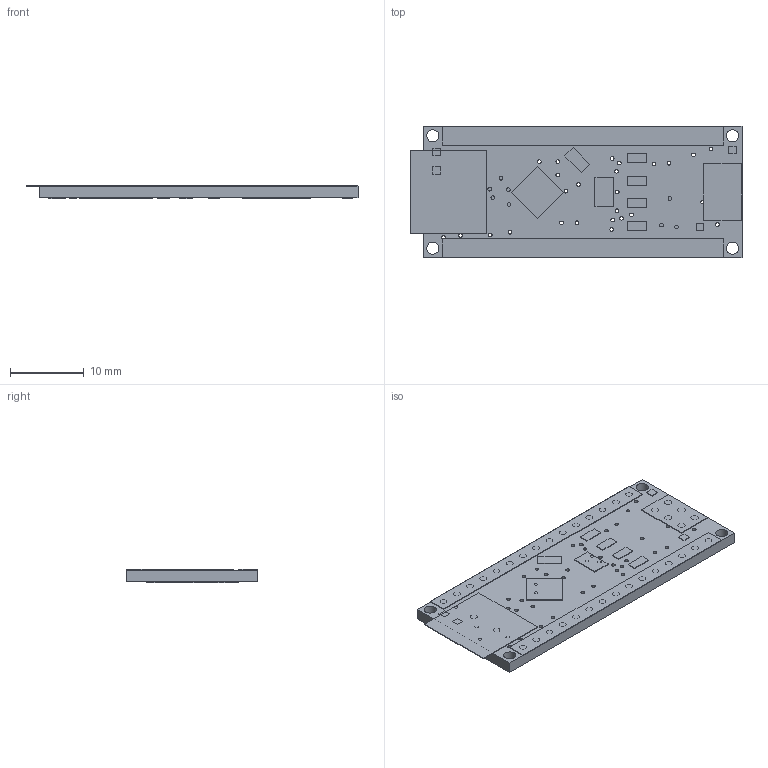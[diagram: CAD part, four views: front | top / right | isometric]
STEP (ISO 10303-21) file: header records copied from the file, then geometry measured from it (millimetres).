
FILE_DESCRIPTION(/* description */ (''),/* implementation_level */ '2;1');
FILE_NAME(/* name */ 'NanoV3.3.step',/* time_stamp */ '2021-06-23T09:33:19+02:00',/* author */ (''),/* organization */ (''),/* preprocessor_version */ 'ST-DEVELOPER v18.1',/* originating_system */ 'Autodesk Translation Framework v10.9.0.1377',/* authorisation */ '');
FILE_SCHEMA (('AUTOMOTIVE_DESIGN { 1 0 10303 214 3 1 1 }'));
Length unit declared in the file: millimetre
Products named in the file (19): NanoV3.3; PCB Component; Board; 1uF; RESET; 1K; USB-MINI-B_2; 16MHz; XXXX_STRIPNANO; 2X03; DNP; Yellow; FT232RL; MFFSMF050; 4,7uF_16V; LM1117IMPX-5.0; 328P-MUR; SS1P3L; DNP_1
Assembly tree (34 placements, depth 3):
  NanoV3.3
    PCB Component
      Board
      1uF  x7
      RESET
      1K  x2
      USB-MINI-B_2
      16MHz
      XXXX_STRIPNANO  x2
      2X03
      DNP  x4
      Yellow  x4
      FT232RL
      MFFSMF050
      4,7uF_16V  x2
      LM1117IMPX-5.0
      328P-MUR
      SS1P3L
      DNP_1  x2
Bounding box: 45.01 x 17.78 x 1.77 mm (x, y, z)
Volume: 1194.2 mm3; surface area: 3128.4 mm2
Topology: 33 solids, 33 shells, 283 faces, 651 edges, 434 vertices
Faces by surface type: plane 198, cylinder 85
Full cylindrical faces by diameter (mm): 0.5 x43, 0.914 x30, 0.95 x2, 1.016 x6, 1.651 x4
Entity records: 6746 total; most frequent: DIRECTION 1109, CARTESIAN_POINT 1005, ORIENTED_EDGE 918, EDGE_CURVE 459, AXIS2_PLACEMENT_3D 410, EDGE_LOOP 357, VERTEX_POINT 306, LINE 289
